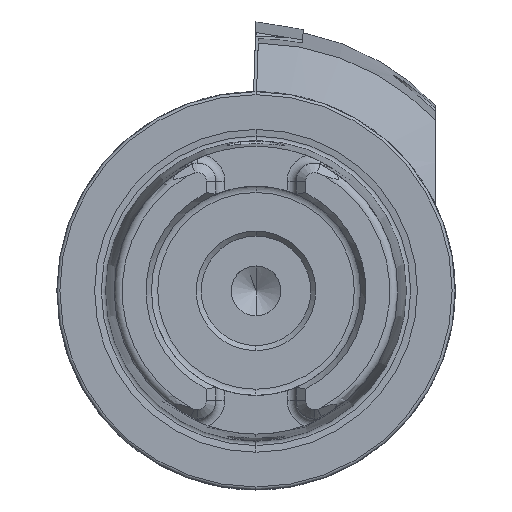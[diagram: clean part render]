
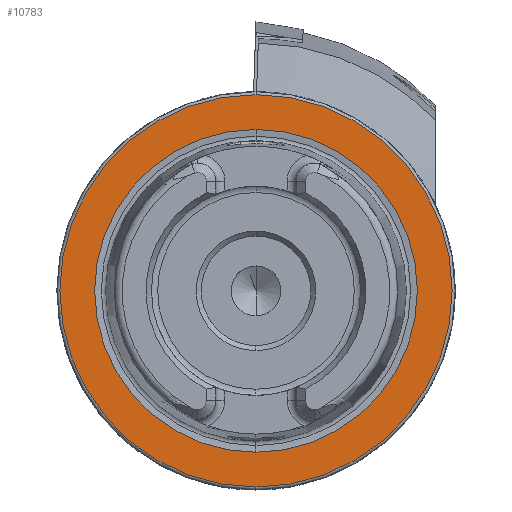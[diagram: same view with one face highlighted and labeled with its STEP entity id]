
A CAD part, left-side view. The second image highlights one B-rep face of the part: STEP entity #10783.
In plain terms, the highlighted planar face has unit normal (-1, 0, 0).
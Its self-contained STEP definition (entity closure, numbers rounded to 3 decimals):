
#213 = AXIS2_PLACEMENT_3D ( 'NONE', #2460, #2461, #2462 ) ;
#214 = AXIS2_PLACEMENT_3D ( 'NONE', #2463, #2464, #2465 ) ;
#277 = AXIS2_PLACEMENT_3D ( 'NONE', #9960, #9961, #9962 ) ;
#280 = AXIS2_PLACEMENT_3D ( 'NONE', #9971, #9972, #9973 ) ;
#478 = VERTEX_POINT ( 'NONE', #11096 ) ;
#491 = VERTEX_POINT ( 'NONE', #11107 ) ;
#492 = VERTEX_POINT ( 'NONE', #11111 ) ;
#1070 = AXIS2_PLACEMENT_3D ( 'NONE', #4432, #4437, #4438 ) ;
#2123 = FACE_OUTER_BOUND ( 'NONE', #7702, .T. ) ;
#2126 = FACE_BOUND ( 'NONE', #7697, .T. ) ;
#2460 = CARTESIAN_POINT ( 'NONE',  ( 0., 0., 0. ) ) ;
#2461 = DIRECTION ( 'NONE',  ( -1., 0., 0. ) ) ;
#2462 = DIRECTION ( 'NONE',  ( 0., 0., 1. ) ) ;
#2463 = CARTESIAN_POINT ( 'NONE',  ( 0., 0., 0. ) ) ;
#2464 = DIRECTION ( 'NONE',  ( -1., 0., 0. ) ) ;
#2465 = DIRECTION ( 'NONE',  ( 0., 0., 1. ) ) ;
#2765 = VERTEX_POINT ( 'NONE', #11241 ) ;
#4432 = CARTESIAN_POINT ( 'NONE',  ( 0., 19.7, 0. ) ) ;
#4435 = PLANE ( 'NONE',  #1070 ) ;
#4437 = DIRECTION ( 'NONE',  ( 1., 0., 0. ) ) ;
#4438 = DIRECTION ( 'NONE',  ( 0., 0., -1. ) ) ;
#5403 = ORIENTED_EDGE ( 'NONE', *, *, #8020, .F. ) ;
#5404 = ORIENTED_EDGE ( 'NONE', *, *, #9298, .F. ) ;
#5405 = ORIENTED_EDGE ( 'NONE', *, *, #9302, .T. ) ;
#5406 = ORIENTED_EDGE ( 'NONE', *, *, #8019, .T. ) ;
#7697 = EDGE_LOOP ( 'NONE', ( #5403, #5404 ) ) ;
#7702 = EDGE_LOOP ( 'NONE', ( #5405, #5406 ) ) ;
#8019 = EDGE_CURVE ( 'NONE', #492, #491, #8430, .T. ) ;
#8020 = EDGE_CURVE ( 'NONE', #478, #2765, #8431, .T. ) ;
#8430 = CIRCLE ( 'NONE', #213, 19.7 ) ;
#8431 = CIRCLE ( 'NONE', #214, 16.207 ) ;
#8591 = CIRCLE ( 'NONE', #277, 16.207 ) ;
#8600 = CIRCLE ( 'NONE', #280, 19.7 ) ;
#9298 = EDGE_CURVE ( 'NONE', #2765, #478, #8591, .T. ) ;
#9302 = EDGE_CURVE ( 'NONE', #491, #492, #8600, .T. ) ;
#9960 = CARTESIAN_POINT ( 'NONE',  ( 0., 0., 0. ) ) ;
#9961 = DIRECTION ( 'NONE',  ( -1., 0., 0. ) ) ;
#9962 = DIRECTION ( 'NONE',  ( 0., 0., 1. ) ) ;
#9971 = CARTESIAN_POINT ( 'NONE',  ( 0., 0., 0. ) ) ;
#9972 = DIRECTION ( 'NONE',  ( -1., 0., 0. ) ) ;
#9973 = DIRECTION ( 'NONE',  ( 0., 0., 1. ) ) ;
#10783 = ADVANCED_FACE ( 'NONE', ( #2126, #2123 ), #4435, .F. ) ;
#11096 = CARTESIAN_POINT ( 'NONE',  ( 0., 0., 16.207 ) ) ;
#11107 = CARTESIAN_POINT ( 'NONE',  ( 0., 0., 19.7 ) ) ;
#11111 = CARTESIAN_POINT ( 'NONE',  ( 0., 0., -19.7 ) ) ;
#11241 = CARTESIAN_POINT ( 'NONE',  ( 0., 0., -16.207 ) ) ;
